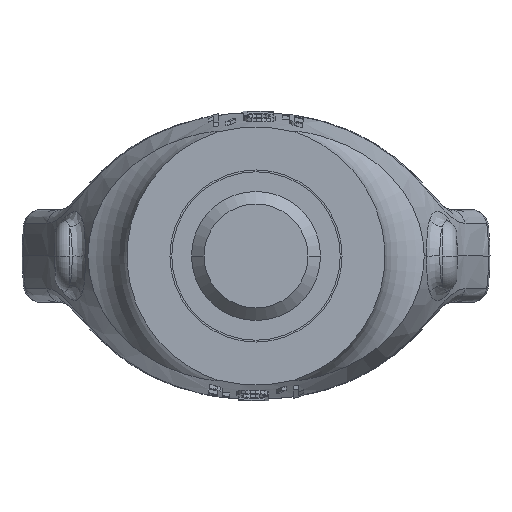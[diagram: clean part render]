
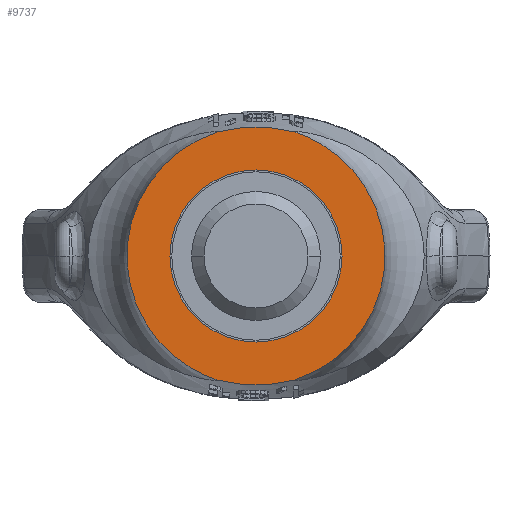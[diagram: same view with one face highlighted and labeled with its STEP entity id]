
A CAD part, front view. The second image highlights one B-rep face of the part: STEP entity #9737.
In plain terms, the highlighted planar face has unit normal (0, -1, 0).
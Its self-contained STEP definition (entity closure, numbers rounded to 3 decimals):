
#1811=CARTESIAN_POINT('',(5.424,0.,-17.308));
#1812=CARTESIAN_POINT('',(6.247,0.,-17.031));
#1813=CARTESIAN_POINT('',(7.834,0.,-16.371));
#1814=CARTESIAN_POINT('',(10.061,0.,-15.064));
#1815=CARTESIAN_POINT('',(12.072,0.,-13.472));
#1816=CARTESIAN_POINT('',(13.837,0.,-11.628));
#1817=CARTESIAN_POINT('',(15.323,0.,-9.568));
#1818=CARTESIAN_POINT('',(16.505,0.,-7.332));
#1819=CARTESIAN_POINT('',(17.363,0.,-4.963));
#1820=CARTESIAN_POINT('',(17.884,0.,-2.504));
#1821=CARTESIAN_POINT('',(18.058,0.,0.));
#1822=CARTESIAN_POINT('',(17.884,0.,2.504));
#1823=CARTESIAN_POINT('',(17.363,0.,4.963));
#1824=CARTESIAN_POINT('',(16.505,0.,7.332));
#1825=CARTESIAN_POINT('',(15.323,0.,9.568));
#1826=CARTESIAN_POINT('',(13.837,0.,11.628));
#1827=CARTESIAN_POINT('',(12.072,0.,13.472));
#1828=CARTESIAN_POINT('',(10.061,0.,15.064));
#1829=CARTESIAN_POINT('',(7.834,0.,16.371));
#1830=CARTESIAN_POINT('',(6.247,0.,17.031));
#1831=CARTESIAN_POINT('',(5.424,0.,17.308));
#1833=CARTESIAN_POINT('',(5.424,0.,-17.308));
#1834=CARTESIAN_POINT('',(4.906,0.,-17.443));
#1835=CARTESIAN_POINT('',(3.753,0.,-17.697));
#1836=CARTESIAN_POINT('',(1.939,0.,-17.942));
#1837=CARTESIAN_POINT('',(0.,0.,-18.029));
#1838=CARTESIAN_POINT('',(-1.939,0.,-17.942));
#1839=CARTESIAN_POINT('',(-3.753,0.,-17.697));
#1840=CARTESIAN_POINT('',(-4.906,0.,-17.443));
#1841=CARTESIAN_POINT('',(-5.424,0.,-17.308));
#1843=CARTESIAN_POINT('',(5.424,0.,17.308));
#1844=CARTESIAN_POINT('',(4.906,0.,17.443));
#1845=CARTESIAN_POINT('',(3.753,0.,17.697));
#1846=CARTESIAN_POINT('',(1.939,0.,17.942));
#1847=CARTESIAN_POINT('',(0.,0.,18.029));
#1848=CARTESIAN_POINT('',(-1.939,0.,17.942));
#1849=CARTESIAN_POINT('',(-3.753,0.,17.697));
#1850=CARTESIAN_POINT('',(-4.906,0.,17.443));
#1851=CARTESIAN_POINT('',(-5.424,0.,17.308));
#1853=CARTESIAN_POINT('',(0.,0.,0.));
#1854=DIRECTION('',(0.,-1.,0.));
#1855=DIRECTION('',(1.,0.,0.));
#1856=AXIS2_PLACEMENT_3D('',#1853,#1854,#1855);
#1858=CARTESIAN_POINT('',(0.,0.,0.));
#1859=DIRECTION('',(0.,-1.,0.));
#1860=DIRECTION('',(-1.,0.,0.));
#1861=AXIS2_PLACEMENT_3D('',#1858,#1859,#1860);
#1863=CARTESIAN_POINT('',(-5.424,0.,17.308));
#1864=CARTESIAN_POINT('',(-6.247,0.,17.031));
#1865=CARTESIAN_POINT('',(-7.834,0.,16.371));
#1866=CARTESIAN_POINT('',(-10.061,0.,15.064));
#1867=CARTESIAN_POINT('',(-12.072,0.,13.472));
#1868=CARTESIAN_POINT('',(-13.837,0.,11.628));
#1869=CARTESIAN_POINT('',(-15.323,0.,9.568));
#1870=CARTESIAN_POINT('',(-16.505,0.,7.332));
#1871=CARTESIAN_POINT('',(-17.363,0.,4.963));
#1872=CARTESIAN_POINT('',(-17.884,0.,2.504));
#1873=CARTESIAN_POINT('',(-18.058,0.,0.));
#1874=CARTESIAN_POINT('',(-17.884,0.,-2.504));
#1875=CARTESIAN_POINT('',(-17.363,0.,-4.963));
#1876=CARTESIAN_POINT('',(-16.505,0.,-7.332));
#1877=CARTESIAN_POINT('',(-15.323,0.,-9.568));
#1878=CARTESIAN_POINT('',(-13.837,0.,-11.628));
#1879=CARTESIAN_POINT('',(-12.072,0.,-13.472));
#1880=CARTESIAN_POINT('',(-10.061,0.,-15.064));
#1881=CARTESIAN_POINT('',(-7.834,0.,-16.371));
#1882=CARTESIAN_POINT('',(-6.247,0.,-17.031));
#1883=CARTESIAN_POINT('',(-5.424,0.,-17.308));
#6523=CARTESIAN_POINT('',(12.,0.,0.));
#6524=CARTESIAN_POINT('',(-12.,0.,0.));
#6525=VERTEX_POINT('',#6523);
#6526=VERTEX_POINT('',#6524);
#7164=VERTEX_POINT('',#1843);
#7165=VERTEX_POINT('',#1851);
#7166=VERTEX_POINT('',#1833);
#7167=VERTEX_POINT('',#1841);
#9719=CARTESIAN_POINT('',(-19.827,0.,0.));
#9720=DIRECTION('',(0.,-1.,0.));
#9721=DIRECTION('',(1.,0.,0.));
#9722=AXIS2_PLACEMENT_3D('',#9719,#9720,#9721);
#9723=PLANE('',#9722);
#9724=ORIENTED_EDGE('',*,*,#9712,.F.);
#9725=ORIENTED_EDGE('',*,*,#8188,.T.);
#9727=ORIENTED_EDGE('',*,*,#9726,.F.);
#9728=ORIENTED_EDGE('',*,*,#8698,.F.);
#9729=EDGE_LOOP('',(#9724,#9725,#9727,#9728));
#9730=FACE_OUTER_BOUND('',#9729,.F.);
#9732=ORIENTED_EDGE('',*,*,#9731,.T.);
#9734=ORIENTED_EDGE('',*,*,#9733,.T.);
#9735=EDGE_LOOP('',(#9732,#9734));
#9736=FACE_BOUND('',#9735,.F.);
#9737=ADVANCED_FACE('',(#9730,#9736),#9723,.T.);
#1832=B_SPLINE_CURVE_WITH_KNOTS('',3,(#1811,#1812,#1813,#1814,#1815,#1816,#1817,
#1818,#1819,#1820,#1821,#1822,#1823,#1824,#1825,#1826,#1827,#1828,#1829,#1830,
#1831),.UNSPECIFIED.,.F.,.F.,(4,1,1,1,1,1,1,1,1,1,1,1,1,1,1,1,1,1,4),(0.,
0.056,0.111,0.167,0.222,
0.278,0.333,0.389,0.444,0.5,
0.556,0.611,0.667,0.722,
0.778,0.833,0.889,0.944,1.),
.UNSPECIFIED.);
#1842=B_SPLINE_CURVE_WITH_KNOTS('',3,(#1833,#1834,#1835,#1836,#1837,#1838,#1839,
#1840,#1841),.UNSPECIFIED.,.F.,.F.,(4,1,1,1,1,1,4),(0.,0.147,
0.324,0.5,0.676,0.853,1.),
.UNSPECIFIED.);
#1852=B_SPLINE_CURVE_WITH_KNOTS('',3,(#1843,#1844,#1845,#1846,#1847,#1848,#1849,
#1850,#1851),.UNSPECIFIED.,.F.,.F.,(4,1,1,1,1,1,4),(0.,0.147,
0.324,0.5,0.676,0.853,1.),
.UNSPECIFIED.);
#1857=CIRCLE('',#1856,12.);
#1862=CIRCLE('',#1861,12.);
#1884=B_SPLINE_CURVE_WITH_KNOTS('',3,(#1863,#1864,#1865,#1866,#1867,#1868,#1869,
#1870,#1871,#1872,#1873,#1874,#1875,#1876,#1877,#1878,#1879,#1880,#1881,#1882,
#1883),.UNSPECIFIED.,.F.,.F.,(4,1,1,1,1,1,1,1,1,1,1,1,1,1,1,1,1,1,4),(0.,
0.056,0.111,0.167,0.222,
0.278,0.333,0.389,0.444,0.5,
0.556,0.611,0.667,0.722,
0.778,0.833,0.889,0.944,1.),
.UNSPECIFIED.);
#8188=EDGE_CURVE('',#7166,#7167,#1842,.T.);
#8698=EDGE_CURVE('',#7164,#7165,#1852,.T.);
#9712=EDGE_CURVE('',#7166,#7164,#1832,.T.);
#9726=EDGE_CURVE('',#7165,#7167,#1884,.T.);
#9731=EDGE_CURVE('',#6525,#6526,#1857,.T.);
#9733=EDGE_CURVE('',#6526,#6525,#1862,.T.);
